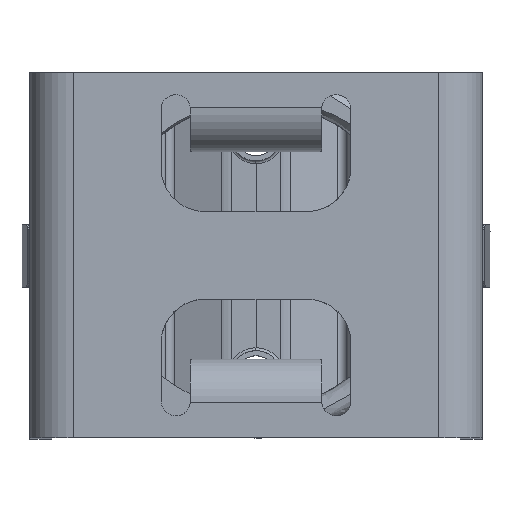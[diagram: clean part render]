
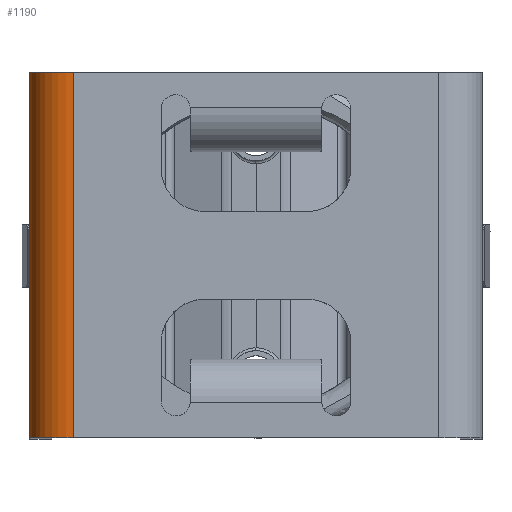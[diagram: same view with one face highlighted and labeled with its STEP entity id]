
A CAD part, top view. The second image highlights one B-rep face of the part: STEP entity #1190.
In plain terms, the highlighted cylindrical face has radius 3 mm (diameter 6 mm), a partial arc.
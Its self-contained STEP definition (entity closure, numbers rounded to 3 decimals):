
#518=AXIS2_PLACEMENT_3D('Circle Axis2P3D',#516,#517,$) ;
#1163=AXIS2_PLACEMENT_3D('Cylinder Axis2P3D',#1160,#1161,#1162) ;
#1167=AXIS2_PLACEMENT_3D('Circle Axis2P3D',#1165,#1166,$) ;
#506=CARTESIAN_POINT('Vertex',(0.523,0.,53.)) ;
#513=CARTESIAN_POINT('Vertex',(3.523,0.,56.)) ;
#516=CARTESIAN_POINT('Axis2P3D Location',(3.523,0.,53.)) ;
#1160=CARTESIAN_POINT('Axis2P3D Location',(3.523,12.5,53.)) ;
#1165=CARTESIAN_POINT('Axis2P3D Location',(3.523,25.,53.)) ;
#1169=CARTESIAN_POINT('Vertex',(0.523,25.,53.)) ;
#1171=CARTESIAN_POINT('Vertex',(3.523,25.,56.)) ;
#1174=CARTESIAN_POINT('Line Origine',(0.523,12.5,53.)) ;
#1179=CARTESIAN_POINT('Line Origine',(3.523,12.5,56.)) ;
#517=DIRECTION('Axis2P3D Direction',(0.,-1.,0.)) ;
#1161=DIRECTION('Axis2P3D Direction',(0.,1.,0.)) ;
#1162=DIRECTION('Axis2P3D XDirection',(-1.,0.,0.)) ;
#1166=DIRECTION('Axis2P3D Direction',(0.,1.,0.)) ;
#1175=DIRECTION('Vector Direction',(0.,1.,0.)) ;
#1180=DIRECTION('Vector Direction',(0.,1.,0.)) ;
#1176=VECTOR('Line Direction',#1175,1.) ;
#1181=VECTOR('Line Direction',#1180,1.) ;
#1185=ORIENTED_EDGE('',*,*,#1173,.F.) ;
#1186=ORIENTED_EDGE('',*,*,#1178,.F.) ;
#1187=ORIENTED_EDGE('',*,*,#520,.T.) ;
#1188=ORIENTED_EDGE('',*,*,#1183,.F.) ;
#1190=ADVANCED_FACE('V1',(#1189),#1164,.T.) ;
#519=CIRCLE('generated circle',#518,3.) ;
#1168=CIRCLE('generated circle',#1167,3.) ;
#1164=CYLINDRICAL_SURFACE('generated cylinder',#1163,3.) ;
#520=EDGE_CURVE('',#507,#514,#519,.F.) ;
#1173=EDGE_CURVE('',#1170,#1172,#1168,.T.) ;
#1178=EDGE_CURVE('',#507,#1170,#1177,.T.) ;
#1183=EDGE_CURVE('',#1172,#514,#1182,.F.) ;
#1184=EDGE_LOOP('',(#1185,#1186,#1187,#1188)) ;
#1189=FACE_OUTER_BOUND('',#1184,.T.) ;
#1177=LINE('Line',#1174,#1176) ;
#1182=LINE('Line',#1179,#1181) ;
#507=VERTEX_POINT('',#506) ;
#514=VERTEX_POINT('',#513) ;
#1170=VERTEX_POINT('',#1169) ;
#1172=VERTEX_POINT('',#1171) ;
